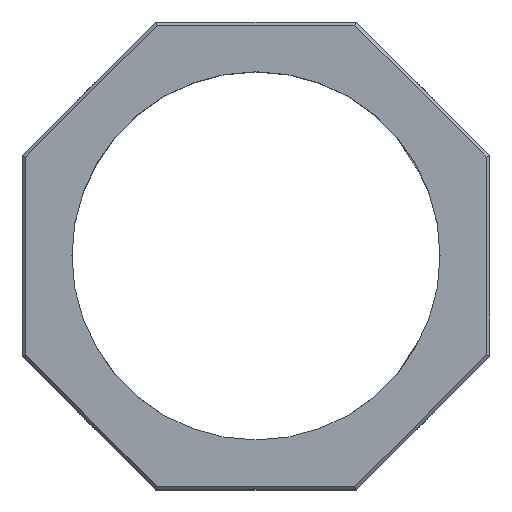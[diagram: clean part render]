
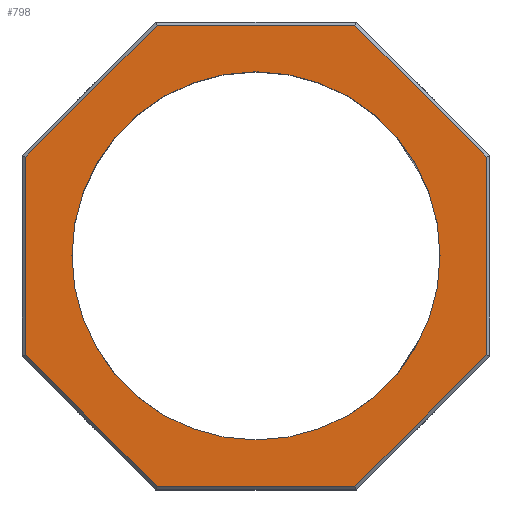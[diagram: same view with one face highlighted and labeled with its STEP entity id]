
A CAD part, top view. The second image highlights one B-rep face of the part: STEP entity #798.
In plain terms, the highlighted planar face has unit normal (0, 0, 1).
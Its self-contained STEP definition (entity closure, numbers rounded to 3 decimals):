
#60=FACE_BOUND('',#166,.T.);
#86=CIRCLE('',#863,27.55);
#115=FACE_OUTER_BOUND('',#165,.T.);
#165=EDGE_LOOP('',(#624,#625,#626,#627,#628,#629,#630,#631));
#166=EDGE_LOOP('',(#632));
#236=LINE('',#1169,#307);
#239=LINE('',#1174,#310);
#241=LINE('',#1178,#312);
#243=LINE('',#1182,#314);
#244=LINE('',#1185,#315);
#247=LINE('',#1191,#318);
#250=LINE('',#1197,#321);
#254=LINE('',#1203,#325);
#307=VECTOR('',#972,10.);
#310=VECTOR('',#977,10.);
#312=VECTOR('',#981,10.);
#314=VECTOR('',#985,10.);
#315=VECTOR('',#988,10.);
#318=VECTOR('',#993,10.);
#321=VECTOR('',#998,10.);
#325=VECTOR('',#1004,10.);
#374=VERTEX_POINT('',#1166);
#375=VERTEX_POINT('',#1168);
#376=VERTEX_POINT('',#1172);
#377=VERTEX_POINT('',#1176);
#378=VERTEX_POINT('',#1180);
#379=VERTEX_POINT('',#1184);
#381=VERTEX_POINT('',#1190);
#383=VERTEX_POINT('',#1196);
#385=VERTEX_POINT('',#1205);
#459=EDGE_CURVE('',#374,#375,#236,.T.);
#462=EDGE_CURVE('',#376,#374,#239,.T.);
#464=EDGE_CURVE('',#377,#376,#241,.T.);
#466=EDGE_CURVE('',#378,#377,#243,.T.);
#467=EDGE_CURVE('',#379,#378,#244,.T.);
#470=EDGE_CURVE('',#381,#379,#247,.T.);
#473=EDGE_CURVE('',#383,#381,#250,.T.);
#477=EDGE_CURVE('',#375,#383,#254,.T.);
#478=EDGE_CURVE('',#385,#385,#86,.T.);
#624=ORIENTED_EDGE('',*,*,#459,.F.);
#625=ORIENTED_EDGE('',*,*,#462,.F.);
#626=ORIENTED_EDGE('',*,*,#464,.F.);
#627=ORIENTED_EDGE('',*,*,#466,.F.);
#628=ORIENTED_EDGE('',*,*,#467,.F.);
#629=ORIENTED_EDGE('',*,*,#470,.F.);
#630=ORIENTED_EDGE('',*,*,#473,.F.);
#631=ORIENTED_EDGE('',*,*,#477,.F.);
#632=ORIENTED_EDGE('',*,*,#478,.T.);
#770=PLANE('',#862);
#798=ADVANCED_FACE('',(#115,#60),#770,.T.);
#862=AXIS2_PLACEMENT_3D('',#1204,#1005,#1006);
#863=AXIS2_PLACEMENT_3D('',#1206,#1007,#1008);
#972=DIRECTION('',(-0.707,0.707,0.));
#977=DIRECTION('',(-1.,0.,0.));
#981=DIRECTION('',(-0.707,-0.707,0.));
#985=DIRECTION('',(0.,-1.,0.));
#988=DIRECTION('',(0.707,-0.707,0.));
#993=DIRECTION('',(1.,0.,0.));
#998=DIRECTION('',(0.707,0.707,0.));
#1004=DIRECTION('',(0.,1.,0.));
#1005=DIRECTION('center_axis',(0.,0.,1.));
#1006=DIRECTION('ref_axis',(1.,0.,0.));
#1007=DIRECTION('center_axis',(0.,0.,-1.));
#1008=DIRECTION('ref_axis',(1.,0.,0.));
#1166=CARTESIAN_POINT('',(-14.793,-34.5,0.));
#1168=CARTESIAN_POINT('',(-34.5,-14.793,0.));
#1169=CARTESIAN_POINT('',(-19.646,-29.646,0.));
#1172=CARTESIAN_POINT('',(14.793,-34.5,0.));
#1174=CARTESIAN_POINT('',(7.5,-34.5,0.));
#1176=CARTESIAN_POINT('',(34.5,-14.793,0.));
#1178=CARTESIAN_POINT('',(29.646,-19.646,0.));
#1180=CARTESIAN_POINT('',(34.5,14.793,0.));
#1182=CARTESIAN_POINT('',(34.5,7.5,0.));
#1184=CARTESIAN_POINT('',(14.793,34.5,0.));
#1185=CARTESIAN_POINT('',(19.646,29.646,0.));
#1190=CARTESIAN_POINT('',(-14.793,34.5,0.));
#1191=CARTESIAN_POINT('',(-7.5,34.5,0.));
#1196=CARTESIAN_POINT('',(-34.5,14.793,0.));
#1197=CARTESIAN_POINT('',(-29.646,19.646,0.));
#1203=CARTESIAN_POINT('',(-34.5,-7.5,0.));
#1204=CARTESIAN_POINT('Origin',(0.,0.,0.));
#1205=CARTESIAN_POINT('',(-27.55,0.,0.));
#1206=CARTESIAN_POINT('Origin',(0.,0.,0.));
